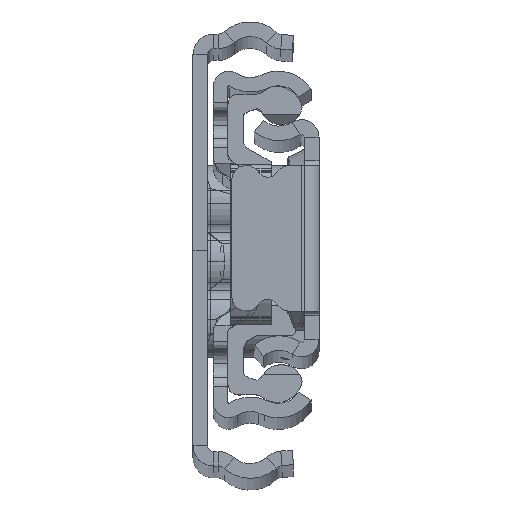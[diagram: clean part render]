
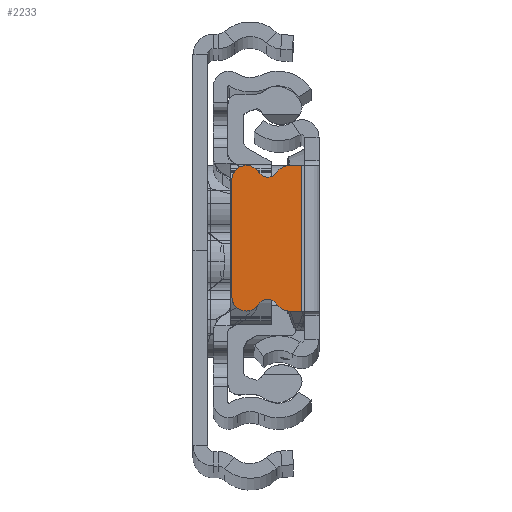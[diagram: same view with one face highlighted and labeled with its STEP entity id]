
A CAD part, top view. The second image highlights one B-rep face of the part: STEP entity #2233.
In plain terms, the highlighted planar face has unit normal (0, 0, 1).
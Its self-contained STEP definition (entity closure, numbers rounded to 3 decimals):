
#8 = DIRECTION ( 'NONE',  ( 0., 0., -1. ) ) ;
#52 = EDGE_CURVE ( 'NONE', #19353, #6435, #9527, .T. ) ;
#63 = CARTESIAN_POINT ( 'NONE',  ( -3.08, -6., 0. ) ) ;
#73 = CIRCLE ( 'NONE', #8625, 1.1 ) ;
#377 = ORIENTED_EDGE ( 'NONE', *, *, #4697, .T. ) ;
#403 = DIRECTION ( 'NONE',  ( 0., 1., 0. ) ) ;
#515 = CARTESIAN_POINT ( 'NONE',  ( -7.5, -6., 0. ) ) ;
#804 = PLANE ( 'NONE',  #2046 ) ;
#1092 = CARTESIAN_POINT ( 'NONE',  ( -5.29, 7.37, 0. ) ) ;
#1112 = CIRCLE ( 'NONE', #6916, 1.1 ) ;
#1117 = DIRECTION ( 'NONE',  ( 0., 1., 0. ) ) ;
#1214 = CARTESIAN_POINT ( 'NONE',  ( -7.5, -6., 0. ) ) ;
#1608 = AXIS2_PLACEMENT_3D ( 'NONE', #9276, #11113, #1117 ) ;
#1640 = CARTESIAN_POINT ( 'NONE',  ( -3.08, 7.5, 0. ) ) ;
#1793 = CARTESIAN_POINT ( 'NONE',  ( 0.7, -7.5, 0. ) ) ;
#2046 = AXIS2_PLACEMENT_3D ( 'NONE', #2527, #10677, #5732 ) ;
#2233 = ADVANCED_FACE ( 'NONE', ( #20538 ), #804, .T. ) ;
#2252 = VERTEX_POINT ( 'NONE', #15505 ) ;
#2264 = DIRECTION ( 'NONE',  ( -1., 0., 0. ) ) ;
#2275 = EDGE_CURVE ( 'NONE', #11951, #8708, #15935, .T. ) ;
#2527 = CARTESIAN_POINT ( 'NONE',  ( 693.5, -10.425, 0. ) ) ;
#2542 = VECTOR ( 'NONE', #2264, 1000. ) ;
#2652 = DIRECTION ( 'NONE',  ( 0., 1., 0. ) ) ;
#2816 = DIRECTION ( 'NONE',  ( 0., 1., 0. ) ) ;
#3885 = EDGE_CURVE ( 'NONE', #6435, #11677, #16504, .T. ) ;
#3967 = EDGE_CURVE ( 'NONE', #4751, #11677, #20230, .T. ) ;
#4075 = DIRECTION ( 'NONE',  ( 0., 0., -1. ) ) ;
#4239 = VERTEX_POINT ( 'NONE', #13157 ) ;
#4353 = AXIS2_PLACEMENT_3D ( 'NONE', #63, #14762, #6377 ) ;
#4697 = EDGE_CURVE ( 'NONE', #4751, #13483, #13649, .T. ) ;
#4751 = VERTEX_POINT ( 'NONE', #19979 ) ;
#5732 = DIRECTION ( 'NONE',  ( 0., 1., 0. ) ) ;
#5737 = CARTESIAN_POINT ( 'NONE',  ( -1.8, -10.425, 0. ) ) ;
#5839 = CARTESIAN_POINT ( 'NONE',  ( -6.225, 6.79, 0. ) ) ;
#6098 = ORIENTED_EDGE ( 'NONE', *, *, #3885, .T. ) ;
#6377 = DIRECTION ( 'NONE',  ( 0., 1., 0. ) ) ;
#6435 = VERTEX_POINT ( 'NONE', #19662 ) ;
#6475 = CARTESIAN_POINT ( 'NONE',  ( -9., 6., 0. ) ) ;
#6916 = AXIS2_PLACEMENT_3D ( 'NONE', #10214, #19870, #18372 ) ;
#7053 = CARTESIAN_POINT ( 'NONE',  ( -9., -6., 0. ) ) ;
#7260 = EDGE_CURVE ( 'NONE', #13483, #15115, #14644, .T. ) ;
#7316 = CIRCLE ( 'NONE', #18001, 1.5 ) ;
#7525 = ORIENTED_EDGE ( 'NONE', *, *, #3967, .F. ) ;
#7616 = DIRECTION ( 'NONE',  ( 0., 1., 0. ) ) ;
#7976 = ORIENTED_EDGE ( 'NONE', *, *, #52, .T. ) ;
#8253 = EDGE_CURVE ( 'NONE', #20815, #11951, #12969, .T. ) ;
#8595 = CARTESIAN_POINT ( 'NONE',  ( 0.7, 7.5, 0. ) ) ;
#8625 = AXIS2_PLACEMENT_3D ( 'NONE', #11685, #8, #16634 ) ;
#8708 = VERTEX_POINT ( 'NONE', #7053 ) ;
#9251 = ORIENTED_EDGE ( 'NONE', *, *, #7260, .T. ) ;
#9276 = CARTESIAN_POINT ( 'NONE',  ( -3.08, 6., 0. ) ) ;
#9527 = CIRCLE ( 'NONE', #4353, 1.5 ) ;
#9772 = EDGE_CURVE ( 'NONE', #15115, #2252, #11088, .T. ) ;
#10214 = CARTESIAN_POINT ( 'NONE',  ( -5.29, 7.37, 0. ) ) ;
#10269 = VECTOR ( 'NONE', #13485, 1000. ) ;
#10408 = EDGE_CURVE ( 'NONE', #8708, #4239, #7316, .T. ) ;
#10411 = CIRCLE ( 'NONE', #12123, 1.5 ) ;
#10677 = DIRECTION ( 'NONE',  ( 0., 0., 1. ) ) ;
#10811 = CARTESIAN_POINT ( 'NONE',  ( -7.5, 6., 0. ) ) ;
#10873 = ORIENTED_EDGE ( 'NONE', *, *, #15461, .T. ) ;
#11088 = CIRCLE ( 'NONE', #18959, 1.1 ) ;
#11113 = DIRECTION ( 'NONE',  ( 0., 0., 1. ) ) ;
#11127 = ORIENTED_EDGE ( 'NONE', *, *, #10408, .T. ) ;
#11669 = CARTESIAN_POINT ( 'NONE',  ( -1.8, -7.5, 0. ) ) ;
#11677 = VERTEX_POINT ( 'NONE', #11669 ) ;
#11685 = CARTESIAN_POINT ( 'NONE',  ( -5.29, -7.37, 0. ) ) ;
#11951 = VERTEX_POINT ( 'NONE', #6475 ) ;
#12123 = AXIS2_PLACEMENT_3D ( 'NONE', #1214, #14519, #2816 ) ;
#12969 = CIRCLE ( 'NONE', #16391, 1.5 ) ;
#13157 = CARTESIAN_POINT ( 'NONE',  ( -7.5, -7.5, 0. ) ) ;
#13483 = VERTEX_POINT ( 'NONE', #1640 ) ;
#13485 = DIRECTION ( 'NONE',  ( 1., 0., 0. ) ) ;
#13596 = DIRECTION ( 'NONE',  ( 0., -1., 0. ) ) ;
#13649 = LINE ( 'NONE', #8595, #2542 ) ;
#14122 = ORIENTED_EDGE ( 'NONE', *, *, #8253, .T. ) ;
#14253 = CARTESIAN_POINT ( 'NONE',  ( -4.355, -6.79, 0. ) ) ;
#14370 = CARTESIAN_POINT ( 'NONE',  ( -6.225, -6.79, 0. ) ) ;
#14519 = DIRECTION ( 'NONE',  ( 0., 0., 1. ) ) ;
#14644 = CIRCLE ( 'NONE', #1608, 1.5 ) ;
#14762 = DIRECTION ( 'NONE',  ( 0., 0., 1. ) ) ;
#15115 = VERTEX_POINT ( 'NONE', #15235 ) ;
#15235 = CARTESIAN_POINT ( 'NONE',  ( -4.355, 6.79, 0. ) ) ;
#15404 = ORIENTED_EDGE ( 'NONE', *, *, #17409, .T. ) ;
#15461 = EDGE_CURVE ( 'NONE', #20413, #19353, #73, .T. ) ;
#15505 = CARTESIAN_POINT ( 'NONE',  ( -5.29, 6.27, 0. ) ) ;
#15935 = LINE ( 'NONE', #17563, #16453 ) ;
#16277 = EDGE_CURVE ( 'NONE', #2252, #20815, #1112, .T. ) ;
#16391 = AXIS2_PLACEMENT_3D ( 'NONE', #10811, #17368, #2652 ) ;
#16453 = VECTOR ( 'NONE', #17356, 1000. ) ;
#16504 = LINE ( 'NONE', #1793, #10269 ) ;
#16634 = DIRECTION ( 'NONE',  ( 0., 1., 0. ) ) ;
#17234 = ORIENTED_EDGE ( 'NONE', *, *, #9772, .T. ) ;
#17356 = DIRECTION ( 'NONE',  ( 0., -1., 0. ) ) ;
#17368 = DIRECTION ( 'NONE',  ( 0., 0., 1. ) ) ;
#17409 = EDGE_CURVE ( 'NONE', #4239, #20413, #10411, .T. ) ;
#17554 = EDGE_LOOP ( 'NONE', ( #7525, #377, #9251, #17234, #19229, #14122, #19893, #11127, #15404, #10873, #7976, #6098 ) ) ;
#17563 = CARTESIAN_POINT ( 'NONE',  ( -9., 6., 0. ) ) ;
#18001 = AXIS2_PLACEMENT_3D ( 'NONE', #515, #18642, #403 ) ;
#18372 = DIRECTION ( 'NONE',  ( 0., 1., 0. ) ) ;
#18642 = DIRECTION ( 'NONE',  ( 0., 0., 1. ) ) ;
#18959 = AXIS2_PLACEMENT_3D ( 'NONE', #1092, #4075, #7616 ) ;
#19229 = ORIENTED_EDGE ( 'NONE', *, *, #16277, .T. ) ;
#19353 = VERTEX_POINT ( 'NONE', #14253 ) ;
#19662 = CARTESIAN_POINT ( 'NONE',  ( -3.08, -7.5, 0. ) ) ;
#19694 = VECTOR ( 'NONE', #13596, 1000. ) ;
#19870 = DIRECTION ( 'NONE',  ( 0., 0., -1. ) ) ;
#19893 = ORIENTED_EDGE ( 'NONE', *, *, #2275, .T. ) ;
#19979 = CARTESIAN_POINT ( 'NONE',  ( -1.8, 7.5, 0. ) ) ;
#20230 = LINE ( 'NONE', #5737, #19694 ) ;
#20413 = VERTEX_POINT ( 'NONE', #14370 ) ;
#20538 = FACE_OUTER_BOUND ( 'NONE', #17554, .T. ) ;
#20815 = VERTEX_POINT ( 'NONE', #5839 ) ;
